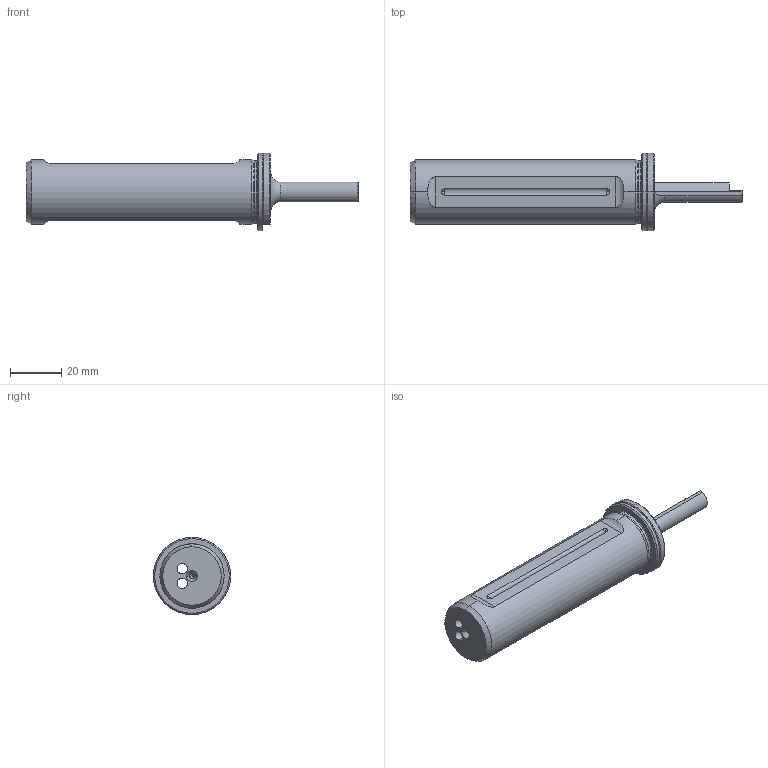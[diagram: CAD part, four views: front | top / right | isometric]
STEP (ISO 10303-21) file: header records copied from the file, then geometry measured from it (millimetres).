
FILE_DESCRIPTION (( 'STEP AP203' ), '1' );
FILE_NAME ('UT-SQ-8_10-25.STEP', '2023-07-18T08:38:19', ( 'TECNICO' ), ( '' ), 'SwSTEP 2.0', 'SolidWorks 2020', '' );
FILE_SCHEMA (( 'CONFIG_CONTROL_DESIGN' ));
Length unit declared in the file: millimetre
Products named in the file (1): UT-SQ-8_10-25
Bounding box: 129 x 30 x 30 mm (x, y, z)
Volume: 44381.1 mm3; surface area: 12016 mm2
Topology: 1 solids, 1 shells, 106 faces, 267 edges, 159 vertices
Faces by surface type: cylinder 34, cone 29, plane 24, torus 11, sphere 8
Entity records: 3400 total; most frequent: CARTESIAN_POINT 768, DIRECTION 571, ORIENTED_EDGE 518, EDGE_CURVE 259, AXIS2_PLACEMENT_3D 226, VERTEX_POINT 159, VECTOR 119, CIRCLE 119
